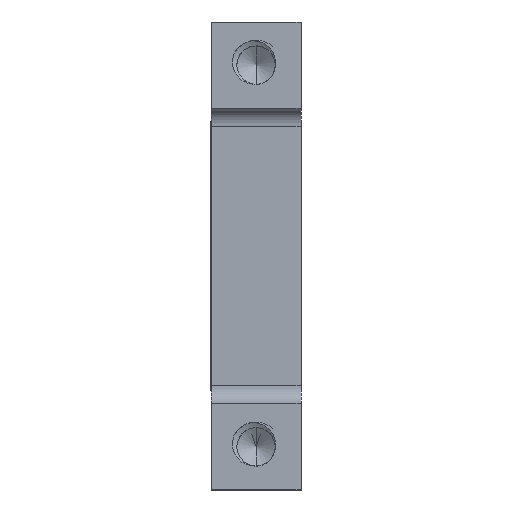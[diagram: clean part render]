
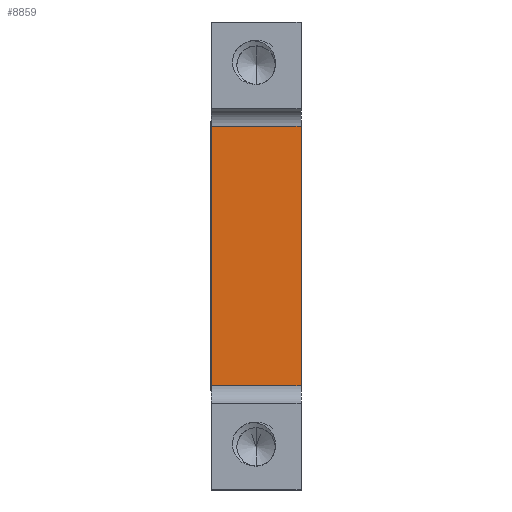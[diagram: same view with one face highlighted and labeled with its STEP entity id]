
A CAD part, left-side view. The second image highlights one B-rep face of the part: STEP entity #8859.
In plain terms, the highlighted planar face has unit normal (-1, 0, 0).
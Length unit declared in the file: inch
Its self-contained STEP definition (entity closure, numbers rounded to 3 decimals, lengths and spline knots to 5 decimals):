
#218 = CARTESIAN_POINT ( 'NONE',  ( -0.5475, 0., 0.36 ) ) ;
#561 = DIRECTION ( 'NONE',  ( 0., -1., 0. ) ) ;
#931 = VECTOR ( 'NONE', #9983, 39.37008 ) ;
#1086 = CARTESIAN_POINT ( 'NONE',  ( -0.5475, 0., -0.36 ) ) ;
#1130 = VECTOR ( 'NONE', #10227, 39.37008 ) ;
#1569 = ORIENTED_EDGE ( 'NONE', *, *, #7336, .T. ) ;
#1579 = CARTESIAN_POINT ( 'NONE',  ( -0.5475, 0., -0.36 ) ) ;
#2027 = EDGE_CURVE ( 'NONE', #7921, #3879, #4021, .T. ) ;
#2368 = CARTESIAN_POINT ( 'NONE',  ( -0.5475, 0.25, -0.41 ) ) ;
#3067 = AXIS2_PLACEMENT_3D ( 'NONE', #8292, #9333, #7039 ) ;
#3197 = LINE ( 'NONE', #1579, #14234 ) ;
#3879 = VERTEX_POINT ( 'NONE', #8373 ) ;
#4021 = LINE ( 'NONE', #2368, #1130 ) ;
#4044 = ORIENTED_EDGE ( 'NONE', *, *, #6566, .T. ) ;
#4491 = VECTOR ( 'NONE', #6944, 39.37008 ) ;
#5498 = CARTESIAN_POINT ( 'NONE',  ( -0.5475, 0., -0.41 ) ) ;
#5691 = ORIENTED_EDGE ( 'NONE', *, *, #2027, .F. ) ;
#6012 = VERTEX_POINT ( 'NONE', #1086 ) ;
#6530 = LINE ( 'NONE', #9150, #4491 ) ;
#6566 = EDGE_CURVE ( 'NONE', #7921, #6012, #3197, .T. ) ;
#6944 = DIRECTION ( 'NONE',  ( 0., 1., 0. ) ) ;
#7039 = DIRECTION ( 'NONE',  ( 0., 0., -1. ) ) ;
#7131 = PLANE ( 'NONE',  #3067 ) ;
#7336 = EDGE_CURVE ( 'NONE', #13253, #3879, #6530, .T. ) ;
#7921 = VERTEX_POINT ( 'NONE', #10567 ) ;
#8292 = CARTESIAN_POINT ( 'NONE',  ( -0.5475, 0.25, -0.41 ) ) ;
#8373 = CARTESIAN_POINT ( 'NONE',  ( -0.5475, 0.25, 0.36 ) ) ;
#8397 = FACE_OUTER_BOUND ( 'NONE', #13425, .T. ) ;
#8859 = ADVANCED_FACE ( 'NONE', ( #8397 ), #7131, .F. ) ;
#9150 = CARTESIAN_POINT ( 'NONE',  ( -0.5475, 0.25, 0.36 ) ) ;
#9333 = DIRECTION ( 'NONE',  ( 1., 0., 0. ) ) ;
#9878 = EDGE_CURVE ( 'NONE', #6012, #13253, #12783, .T. ) ;
#9983 = DIRECTION ( 'NONE',  ( 0., 0., 1. ) ) ;
#10227 = DIRECTION ( 'NONE',  ( 0., 0., 1. ) ) ;
#10567 = CARTESIAN_POINT ( 'NONE',  ( -0.5475, 0.25, -0.36 ) ) ;
#12025 = ORIENTED_EDGE ( 'NONE', *, *, #9878, .T. ) ;
#12783 = LINE ( 'NONE', #5498, #931 ) ;
#13253 = VERTEX_POINT ( 'NONE', #218 ) ;
#13425 = EDGE_LOOP ( 'NONE', ( #12025, #1569, #5691, #4044 ) ) ;
#14234 = VECTOR ( 'NONE', #561, 39.37008 ) ;
